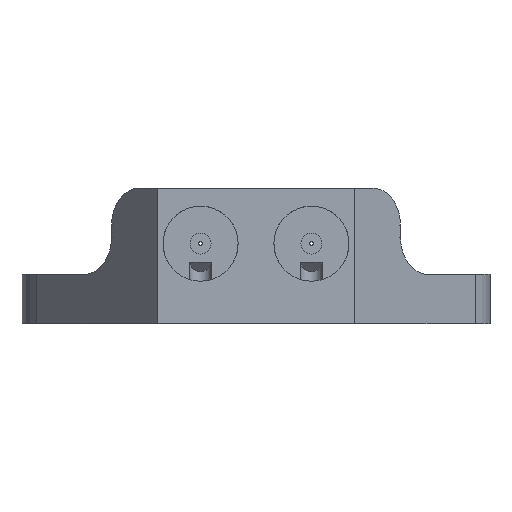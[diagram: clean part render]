
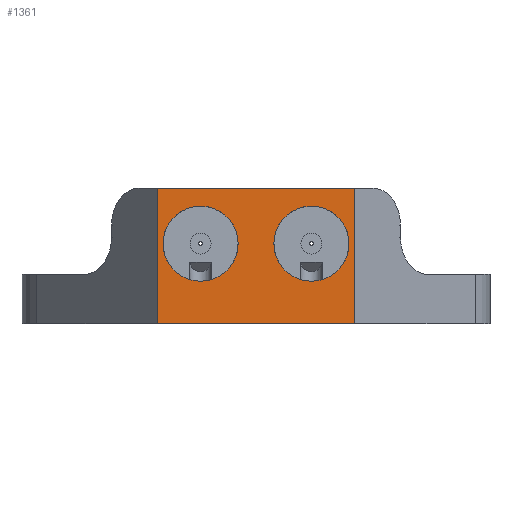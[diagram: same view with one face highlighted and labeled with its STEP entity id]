
A CAD part, front view. The second image highlights one B-rep face of the part: STEP entity #1361.
In plain terms, the highlighted planar face has unit normal (0, -1, 0).
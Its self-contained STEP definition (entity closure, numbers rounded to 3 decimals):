
#19 = VECTOR ( 'NONE', #1688, 1000. ) ;
#67 = ORIENTED_EDGE ( 'NONE', *, *, #2815, .F. ) ;
#185 = PLANE ( 'NONE',  #346 ) ;
#295 = DIRECTION ( 'NONE',  ( 0., -1., 0. ) ) ;
#346 = AXIS2_PLACEMENT_3D ( 'NONE', #682, #1741, #1234 ) ;
#405 = CARTESIAN_POINT ( 'NONE',  ( 4.5, -24., 3.45 ) ) ;
#486 = CARTESIAN_POINT ( 'NONE',  ( 4.5, -24., 9.55 ) ) ;
#520 = EDGE_CURVE ( 'NONE', #2866, #2325, #3060, .T. ) ;
#529 = VERTEX_POINT ( 'NONE', #486 ) ;
#561 = AXIS2_PLACEMENT_3D ( 'NONE', #889, #1198, #2471 ) ;
#603 = EDGE_CURVE ( 'NONE', #2325, #611, #2797, .T. ) ;
#611 = VERTEX_POINT ( 'NONE', #3376 ) ;
#681 = CARTESIAN_POINT ( 'NONE',  ( 8., -24., 4. ) ) ;
#682 = CARTESIAN_POINT ( 'NONE',  ( -8., -24., 4. ) ) ;
#687 = ORIENTED_EDGE ( 'NONE', *, *, #603, .T. ) ;
#889 = CARTESIAN_POINT ( 'NONE',  ( 4.5, -24., 6.5 ) ) ;
#934 = FACE_BOUND ( 'NONE', #2114, .T. ) ;
#935 = VECTOR ( 'NONE', #2246, 1000. ) ;
#980 = CARTESIAN_POINT ( 'NONE',  ( -8., -24., 11. ) ) ;
#1011 = VERTEX_POINT ( 'NONE', #1812 ) ;
#1124 = EDGE_CURVE ( 'NONE', #529, #1599, #1552, .T. ) ;
#1165 = VECTOR ( 'NONE', #1276, 1000. ) ;
#1198 = DIRECTION ( 'NONE',  ( 0., -1., 0. ) ) ;
#1199 = CARTESIAN_POINT ( 'NONE',  ( -4.5, -24., 6.5 ) ) ;
#1227 = DIRECTION ( 'NONE',  ( 0., 0., -1. ) ) ;
#1234 = DIRECTION ( 'NONE',  ( 0., 0., 1. ) ) ;
#1276 = DIRECTION ( 'NONE',  ( 1., 0., 0. ) ) ;
#1288 = EDGE_CURVE ( 'NONE', #2908, #1011, #2484, .T. ) ;
#1325 = ORIENTED_EDGE ( 'NONE', *, *, #1332, .F. ) ;
#1332 = EDGE_CURVE ( 'NONE', #1011, #2908, #3355, .T. ) ;
#1361 = ADVANCED_FACE ( 'NONE', ( #1496, #934, #2541 ), #185, .F. ) ;
#1496 = FACE_BOUND ( 'NONE', #2587, .T. ) ;
#1527 = ORIENTED_EDGE ( 'NONE', *, *, #2342, .F. ) ;
#1552 = CIRCLE ( 'NONE', #1991, 3.05 ) ;
#1560 = EDGE_LOOP ( 'NONE', ( #687, #1527, #67, #2248 ) ) ;
#1599 = VERTEX_POINT ( 'NONE', #405 ) ;
#1625 = LINE ( 'NONE', #681, #19 ) ;
#1688 = DIRECTION ( 'NONE',  ( 0., 0., -1. ) ) ;
#1741 = DIRECTION ( 'NONE',  ( 0., 1., 0. ) ) ;
#1772 = CARTESIAN_POINT ( 'NONE',  ( -4.5, -24., 6.5 ) ) ;
#1812 = CARTESIAN_POINT ( 'NONE',  ( -4.5, -24., 9.55 ) ) ;
#1991 = AXIS2_PLACEMENT_3D ( 'NONE', #3194, #295, #2099 ) ;
#2099 = DIRECTION ( 'NONE',  ( 0., 0., -1. ) ) ;
#2108 = ORIENTED_EDGE ( 'NONE', *, *, #1124, .F. ) ;
#2114 = EDGE_LOOP ( 'NONE', ( #2574, #2108 ) ) ;
#2246 = DIRECTION ( 'NONE',  ( 1., 0., 0. ) ) ;
#2248 = ORIENTED_EDGE ( 'NONE', *, *, #520, .T. ) ;
#2265 = AXIS2_PLACEMENT_3D ( 'NONE', #1199, #2557, #2318 ) ;
#2295 = CARTESIAN_POINT ( 'NONE',  ( -8., -24., 0. ) ) ;
#2302 = DIRECTION ( 'NONE',  ( 0., 0., -1. ) ) ;
#2311 = CARTESIAN_POINT ( 'NONE',  ( -4.5, -24., 3.45 ) ) ;
#2313 = VECTOR ( 'NONE', #1227, 1000. ) ;
#2318 = DIRECTION ( 'NONE',  ( 0., 0., -1. ) ) ;
#2325 = VERTEX_POINT ( 'NONE', #2460 ) ;
#2342 = EDGE_CURVE ( 'NONE', #3233, #611, #1625, .T. ) ;
#2345 = EDGE_CURVE ( 'NONE', #1599, #529, #2477, .T. ) ;
#2460 = CARTESIAN_POINT ( 'NONE',  ( -8., -24., 0. ) ) ;
#2471 = DIRECTION ( 'NONE',  ( 0., 0., -1. ) ) ;
#2477 = CIRCLE ( 'NONE', #561, 3.05 ) ;
#2478 = AXIS2_PLACEMENT_3D ( 'NONE', #1772, #3314, #2302 ) ;
#2484 = CIRCLE ( 'NONE', #2478, 3.05 ) ;
#2489 = LINE ( 'NONE', #3272, #935 ) ;
#2541 = FACE_OUTER_BOUND ( 'NONE', #1560, .T. ) ;
#2557 = DIRECTION ( 'NONE',  ( 0., -1., 0. ) ) ;
#2574 = ORIENTED_EDGE ( 'NONE', *, *, #2345, .F. ) ;
#2587 = EDGE_LOOP ( 'NONE', ( #3140, #1325 ) ) ;
#2779 = CARTESIAN_POINT ( 'NONE',  ( 8., -24., 11. ) ) ;
#2797 = LINE ( 'NONE', #2295, #1165 ) ;
#2815 = EDGE_CURVE ( 'NONE', #2866, #3233, #2489, .T. ) ;
#2866 = VERTEX_POINT ( 'NONE', #980 ) ;
#2908 = VERTEX_POINT ( 'NONE', #2311 ) ;
#3060 = LINE ( 'NONE', #3388, #2313 ) ;
#3140 = ORIENTED_EDGE ( 'NONE', *, *, #1288, .F. ) ;
#3194 = CARTESIAN_POINT ( 'NONE',  ( 4.5, -24., 6.5 ) ) ;
#3233 = VERTEX_POINT ( 'NONE', #2779 ) ;
#3272 = CARTESIAN_POINT ( 'NONE',  ( -8., -24., 11. ) ) ;
#3314 = DIRECTION ( 'NONE',  ( 0., -1., 0. ) ) ;
#3355 = CIRCLE ( 'NONE', #2265, 3.05 ) ;
#3376 = CARTESIAN_POINT ( 'NONE',  ( 8., -24., 0. ) ) ;
#3388 = CARTESIAN_POINT ( 'NONE',  ( -8., -24., 4. ) ) ;
